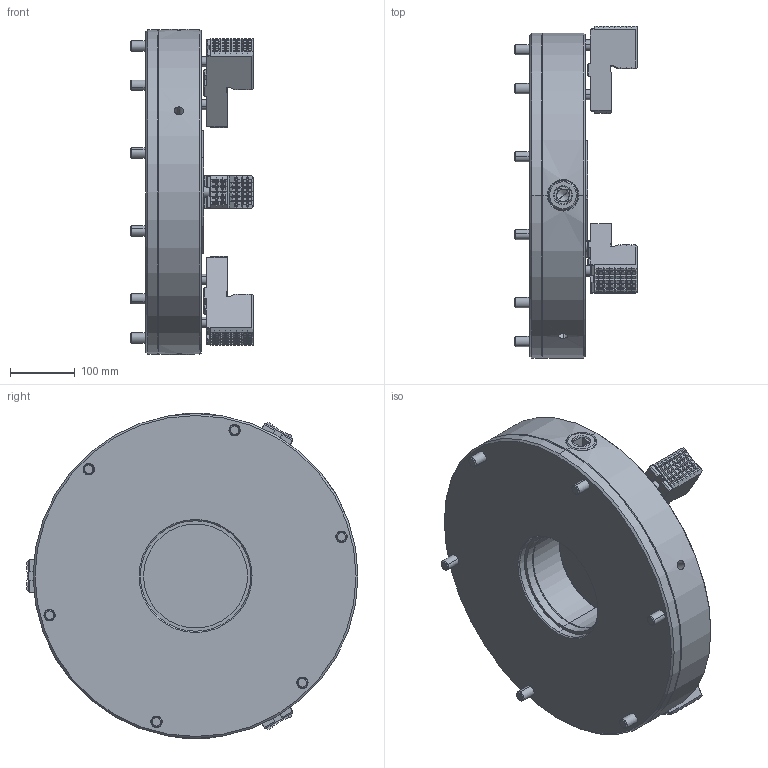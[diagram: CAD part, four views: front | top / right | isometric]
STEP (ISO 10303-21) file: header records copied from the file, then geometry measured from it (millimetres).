
FILE_DESCRIPTION (( 'STEP AP203' ), '1' );
FILE_NAME ('CF-3MF-20(10).STEP', '2023-10-24T01:52:44', ( '' ), ( '' ), 'SwSTEP 2.0', 'SolidWorks 2020', '' );
FILE_SCHEMA (( 'CONFIG_CONTROL_DESIGN' ));
Length unit declared in the file: millimetre
Products named in the file (9): CF-3MF-20(10); CF-3MF-20-07000; CF-3MF-20-08010; CF-3MF-20-10000; 圓頭內六角螺栓_M16x40; 圓頭內六角螺栓_M16x90(全牙); CF-3MF-20-01010; 錐平頭六角孔螺栓_M6x14; CF-3MF-20-06010
Assembly tree (26 placements, depth 2):
  CF-3MF-20(10)
    CF-3MF-20-01010
    CF-3MF-20-06010
    CF-3MF-20-07000  x2
    CF-3MF-20-08010
    CF-3MF-20-10000  x3
    圓頭內六角螺栓_M16x40  x6
    圓頭內六角螺栓_M16x90(全牙)  x6
    錐平頭六角孔螺栓_M6x14  x6
Bounding box: 188 x 510.93 x 500.24 mm (x, y, z)
Volume: 15881283.4 mm3; surface area: 1211291.2 mm2
Topology: 26 solids, 26 shells, 2759 faces, 7444 edges, 4838 vertices
Faces by surface type: plane 1524, cylinder 652, cone 347, bspline 225, torus 11
Entity records: 54757 total; most frequent: CARTESIAN_POINT 16650, ORIENTED_EDGE 8292, DIRECTION 6847, EDGE_CURVE 4146, VERTEX_POINT 2730, VECTOR 2417, LINE 2417, AXIS2_PLACEMENT_3D 2215
